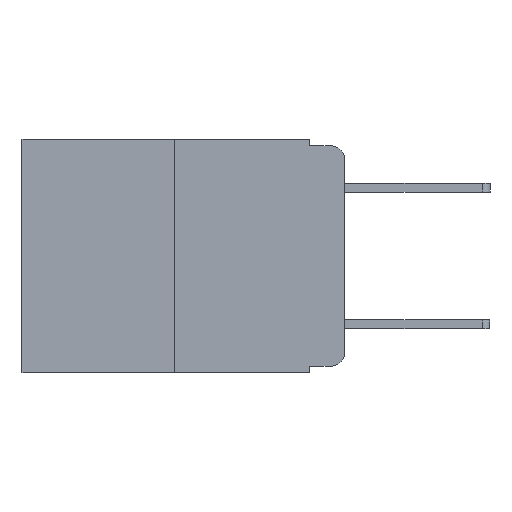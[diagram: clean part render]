
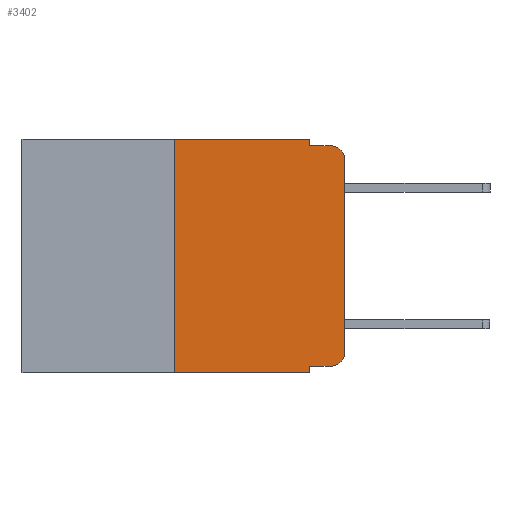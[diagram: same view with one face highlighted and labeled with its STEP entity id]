
A CAD part, left-side view. The second image highlights one B-rep face of the part: STEP entity #3402.
In plain terms, the highlighted planar face has unit normal (-1, 0, 0).
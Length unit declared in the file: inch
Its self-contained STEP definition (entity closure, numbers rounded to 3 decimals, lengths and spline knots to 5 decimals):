
#352 = EDGE_LOOP ( 'NONE', ( #7771, #1201, #6105, #16410, #3852, #8093, #14104, #9744, #6793, #3017 ) ) ;
#672 = CARTESIAN_POINT ( 'NONE',  ( 0., 0.02, -0.333 ) ) ;
#1201 = ORIENTED_EDGE ( 'NONE', *, *, #14599, .T. ) ;
#1488 = PLANE ( 'NONE',  #19544 ) ;
#2337 = CARTESIAN_POINT ( 'NONE',  ( 0., 0.051, -0.01 ) ) ;
#2617 = DIRECTION ( 'NONE',  ( -1., 0., 0. ) ) ;
#3017 = ORIENTED_EDGE ( 'NONE', *, *, #7053, .T. ) ;
#3202 = LINE ( 'NONE', #2337, #20998 ) ;
#3203 = DIRECTION ( 'NONE',  ( -1., 0., 0. ) ) ;
#3402 = ADVANCED_FACE ( 'NONE', ( #8264 ), #1488, .F. ) ;
#3458 = CARTESIAN_POINT ( 'NONE',  ( 0., 0.25, 0. ) ) ;
#3852 = ORIENTED_EDGE ( 'NONE', *, *, #19840, .F. ) ;
#4516 = AXIS2_PLACEMENT_3D ( 'NONE', #14006, #3203, #15735 ) ;
#4662 = CARTESIAN_POINT ( 'NONE',  ( 0., 0., -0.313 ) ) ;
#4874 = CARTESIAN_POINT ( 'NONE',  ( 0., 0.473, 0. ) ) ;
#4891 = VECTOR ( 'NONE', #12241, 39.37008 ) ;
#5700 = CARTESIAN_POINT ( 'NONE',  ( 0., 0.02, -0.01 ) ) ;
#5949 = VERTEX_POINT ( 'NONE', #16077 ) ;
#6105 = ORIENTED_EDGE ( 'NONE', *, *, #15727, .F. ) ;
#6793 = ORIENTED_EDGE ( 'NONE', *, *, #21026, .T. ) ;
#7053 = EDGE_CURVE ( 'NONE', #7402, #12369, #17868, .T. ) ;
#7322 = VERTEX_POINT ( 'NONE', #18173 ) ;
#7358 = DIRECTION ( 'NONE',  ( 1., 0., 0. ) ) ;
#7384 = LINE ( 'NONE', #20906, #15617 ) ;
#7402 = VERTEX_POINT ( 'NONE', #672 ) ;
#7771 = ORIENTED_EDGE ( 'NONE', *, *, #12321, .T. ) ;
#8077 = CARTESIAN_POINT ( 'NONE',  ( 0., 0.473, 0. ) ) ;
#8093 = ORIENTED_EDGE ( 'NONE', *, *, #16795, .F. ) ;
#8264 = FACE_OUTER_BOUND ( 'NONE', #352, .T. ) ;
#8612 = CARTESIAN_POINT ( 'NONE',  ( 0., 0.051, 0. ) ) ;
#9322 = DIRECTION ( 'NONE',  ( 0., -1., 0. ) ) ;
#9595 = EDGE_CURVE ( 'NONE', #15169, #5949, #16283, .T. ) ;
#9744 = ORIENTED_EDGE ( 'NONE', *, *, #22020, .F. ) ;
#9747 = LINE ( 'NONE', #8612, #4891 ) ;
#9761 = DIRECTION ( 'NONE',  ( 0., -1., 0. ) ) ;
#10014 = CARTESIAN_POINT ( 'NONE',  ( 0., 0., 0. ) ) ;
#10108 = DIRECTION ( 'NONE',  ( 0., 0., -1. ) ) ;
#10529 = VECTOR ( 'NONE', #20010, 39.37008 ) ;
#11224 = VERTEX_POINT ( 'NONE', #20580 ) ;
#11226 = VECTOR ( 'NONE', #14240, 39.37008 ) ;
#11415 = DIRECTION ( 'NONE',  ( 0., 0., -1. ) ) ;
#11788 = VECTOR ( 'NONE', #18596, 39.37008 ) ;
#12241 = DIRECTION ( 'NONE',  ( 0., 0., -1. ) ) ;
#12321 = EDGE_CURVE ( 'NONE', #12369, #7322, #15108, .T. ) ;
#12369 = VERTEX_POINT ( 'NONE', #4662 ) ;
#12570 = VERTEX_POINT ( 'NONE', #15614 ) ;
#13508 = CARTESIAN_POINT ( 'NONE',  ( 0., 0.02, -0.03 ) ) ;
#13598 = VERTEX_POINT ( 'NONE', #19631 ) ;
#13714 = VECTOR ( 'NONE', #11415, 39.37008 ) ;
#14006 = CARTESIAN_POINT ( 'NONE',  ( 0., 0.02, -0.313 ) ) ;
#14104 = ORIENTED_EDGE ( 'NONE', *, *, #9595, .T. ) ;
#14240 = DIRECTION ( 'NONE',  ( 0., 0., 1. ) ) ;
#14599 = EDGE_CURVE ( 'NONE', #7322, #20264, #17886, .T. ) ;
#14607 = VECTOR ( 'NONE', #20324, 39.37008 ) ;
#15005 = VERTEX_POINT ( 'NONE', #20979 ) ;
#15108 = LINE ( 'NONE', #10014, #10529 ) ;
#15169 = VERTEX_POINT ( 'NONE', #21483 ) ;
#15218 = DIRECTION ( 'NONE',  ( 0., 0., -1. ) ) ;
#15614 = CARTESIAN_POINT ( 'NONE',  ( 0., 0.051, -0.333 ) ) ;
#15617 = VECTOR ( 'NONE', #9322, 39.37008 ) ;
#15727 = EDGE_CURVE ( 'NONE', #13598, #20264, #3202, .T. ) ;
#15735 = DIRECTION ( 'NONE',  ( 0., 0., -1. ) ) ;
#16077 = CARTESIAN_POINT ( 'NONE',  ( 0., 0.051, -0.343 ) ) ;
#16283 = LINE ( 'NONE', #16982, #11788 ) ;
#16410 = ORIENTED_EDGE ( 'NONE', *, *, #17889, .F. ) ;
#16795 = EDGE_CURVE ( 'NONE', #15169, #15005, #19987, .T. ) ;
#16982 = CARTESIAN_POINT ( 'NONE',  ( 0., 0.473, -0.343 ) ) ;
#17868 = CIRCLE ( 'NONE', #4516, 0.02 ) ;
#17886 = CIRCLE ( 'NONE', #18221, 0.02 ) ;
#17889 = EDGE_CURVE ( 'NONE', #11224, #13598, #9747, .T. ) ;
#18049 = CARTESIAN_POINT ( 'NONE',  ( 0., 0.051, 0. ) ) ;
#18098 = LINE ( 'NONE', #18049, #13714 ) ;
#18173 = CARTESIAN_POINT ( 'NONE',  ( 0., 0., -0.03 ) ) ;
#18221 = AXIS2_PLACEMENT_3D ( 'NONE', #13508, #2617, #15218 ) ;
#18596 = DIRECTION ( 'NONE',  ( 0., -1., 0. ) ) ;
#18911 = LINE ( 'NONE', #4874, #14607 ) ;
#19544 = AXIS2_PLACEMENT_3D ( 'NONE', #8077, #7358, #10108 ) ;
#19631 = CARTESIAN_POINT ( 'NONE',  ( 0., 0.051, -0.01 ) ) ;
#19840 = EDGE_CURVE ( 'NONE', #15005, #11224, #18911, .T. ) ;
#19987 = LINE ( 'NONE', #3458, #11226 ) ;
#20010 = DIRECTION ( 'NONE',  ( 0., 0., 1. ) ) ;
#20264 = VERTEX_POINT ( 'NONE', #5700 ) ;
#20324 = DIRECTION ( 'NONE',  ( 0., -1., 0. ) ) ;
#20580 = CARTESIAN_POINT ( 'NONE',  ( 0., 0.051, 0. ) ) ;
#20906 = CARTESIAN_POINT ( 'NONE',  ( 0., 0.051, -0.333 ) ) ;
#20979 = CARTESIAN_POINT ( 'NONE',  ( 0., 0.25, 0. ) ) ;
#20998 = VECTOR ( 'NONE', #9761, 39.37008 ) ;
#21026 = EDGE_CURVE ( 'NONE', #12570, #7402, #7384, .T. ) ;
#21483 = CARTESIAN_POINT ( 'NONE',  ( 0., 0.25, -0.343 ) ) ;
#22020 = EDGE_CURVE ( 'NONE', #12570, #5949, #18098, .T. ) ;
